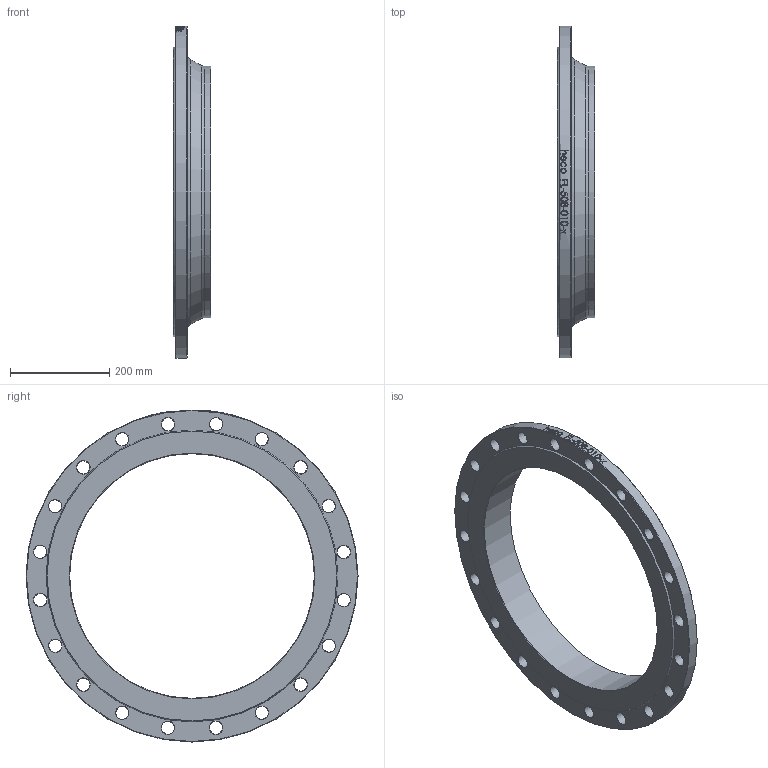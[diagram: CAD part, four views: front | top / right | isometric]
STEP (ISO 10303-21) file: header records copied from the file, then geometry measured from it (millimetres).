
FILE_DESCRIPTION (( 'STEP AP214' ), '1' );
FILE_NAME ('FL-508-010-x Vorschweissflansch PN10 Iso DIN2632 2009.STEP', '2020-09-03T10:12:40', ( '' ), ( '' ), 'SwSTEP 2.0', 'SolidWorks 2019', '' );
FILE_SCHEMA (( 'AUTOMOTIVE_DESIGN' ));
Length unit declared in the file: millimetre
Products named in the file (1): FL-508-010-x Vorschweissflansch PN10 Iso DIN2632 2009
Bounding box: 75 x 670 x 670 mm (x, y, z)
Volume: 4908055.9 mm3; surface area: 560637.8 mm2
Topology: 1 solids, 1 shells, 97 faces, 341 edges, 270 vertices
Faces by surface type: cylinder 46, cone 45, plane 4, torus 2
Full cylindrical faces by diameter (mm): 26 x20, 493.8 x1, 508 x1, 670 x1
Entity records: 8311 total; most frequent: CARTESIAN_POINT 5498, ORIENTED_EDGE 492, DIRECTION 464, VERTEX_POINT 246, EDGE_CURVE 246, EDGE_LOOP 234, AXIS2_PLACEMENT_3D 221, CIRCLE 123
